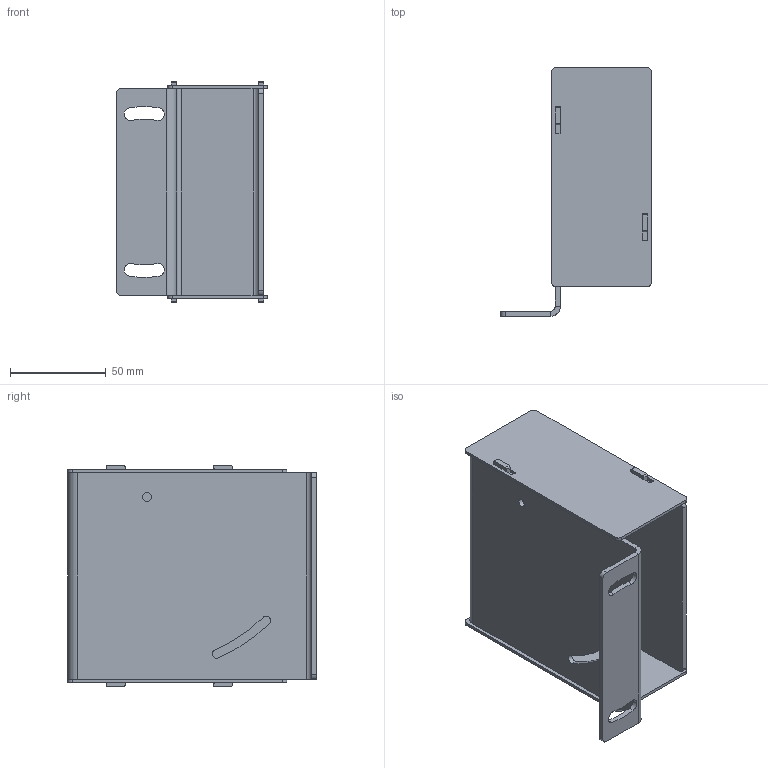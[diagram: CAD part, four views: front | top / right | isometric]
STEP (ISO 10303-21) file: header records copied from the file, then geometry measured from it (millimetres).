
FILE_DESCRIPTION((''),'2;1');
FILE_NAME('141807_SW','2011-04-28T',('banengservice'),('BANNER ENGINEERING'),'PRO/ENGINEER BY PARAMETRIC TECHNOLOGY CORPORATION, 2009141','PRO/ENGINEER BY PARAMETRIC TECHNOLOGY CORPORATION, 2009141','');
FILE_SCHEMA(('CONFIG_CONTROL_DESIGN'));
Length unit declared in the file: inch
Products named in the file (1): 141807_SW
Bounding box: 78.77 x 129.79 x 115.57 mm (x, y, z)
Volume: 107428.3 mm3; surface area: 91357.2 mm2
Topology: 1 solids, 1 shells, 124 faces, 358 edges, 232 vertices
Faces by surface type: plane 68, cylinder 56
Entity records: 4152 total; most frequent: DIRECTION 724, ORIENTED_EDGE 716, CARTESIAN_POINT 714, EDGE_CURVE 358, AXIS2_PLACEMENT_3D 242, VECTOR 240, LINE 240, VERTEX_POINT 232
